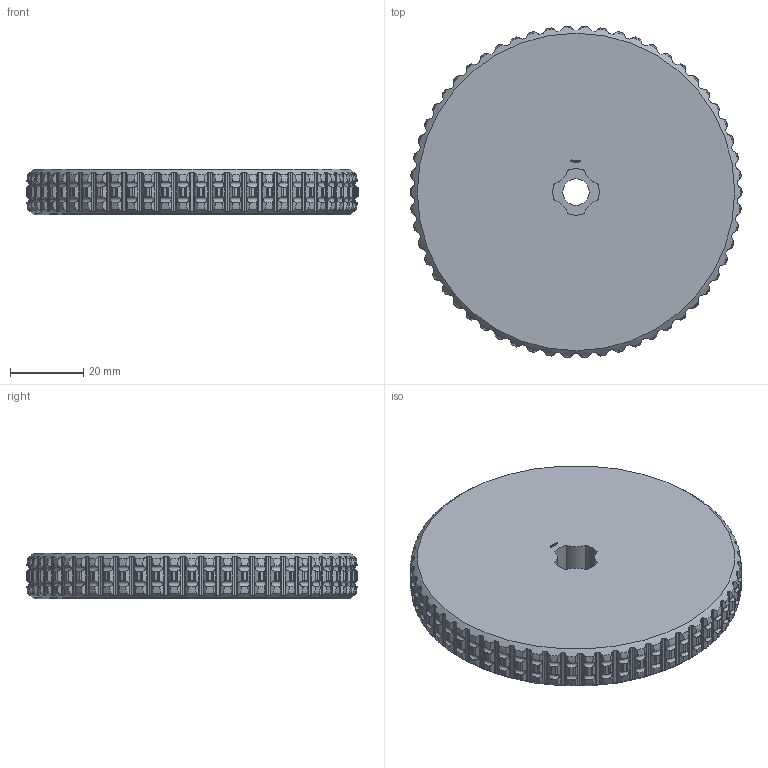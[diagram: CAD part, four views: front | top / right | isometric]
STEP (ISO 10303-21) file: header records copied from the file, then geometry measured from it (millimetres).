
FILE_DESCRIPTION(('FreeCAD Model'),'2;1');
FILE_NAME('Open CASCADE Shape Model','2023-12-20T20:44:26',(''),(''), 'Open CASCADE STEP processor 7.6','FreeCAD','Unknown');
FILE_SCHEMA(('AUTOMOTIVE_DESIGN { 1 0 10303 214 1 1 1 1 }'));
Products named in the file (1): Wheel GND TTRD PLN BU07.25x01.00 - SPN-WHL-0022 (stemfie.org)
Bounding box: 90.62 x 90.55 x 12.5 mm (x, y, z)
Volume: 76274 mm3; surface area: 17420.2 mm2
Topology: 1 solids, 1 shells, 1784 faces, 5183 edges, 3448 vertices
Faces by surface type: cylinder 652, plane 502, cone 264, extrusion 130, revolution 118, torus 118
Full cylindrical faces by diameter (mm): 2 x4, 7.2 x1
Entity records: 193776 total; most frequent: CARTESIAN_POINT 90141, DIRECTION 12932, ORIENTED_EDGE 10366, PCURVE 10366, DEFINITIONAL_REPRESENTATION 10366, B_SPLINE_CURVE_WITH_KNOTS 7280, VECTOR 7129, LINE 6999
